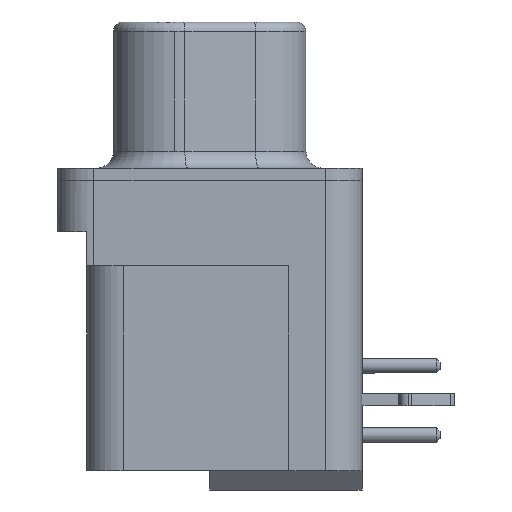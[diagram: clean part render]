
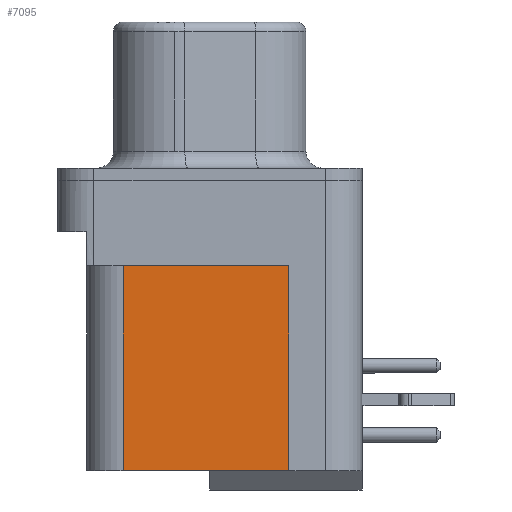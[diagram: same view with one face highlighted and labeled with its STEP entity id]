
A CAD part, left-side view. The second image highlights one B-rep face of the part: STEP entity #7095.
In plain terms, the highlighted planar face has unit normal (-1, 0, 0).
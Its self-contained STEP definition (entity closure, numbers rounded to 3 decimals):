
#79 = EDGE_LOOP ( 'NONE', ( #7180, #6503, #2404, #4362 ) ) ;
#278 = VERTEX_POINT ( 'NONE', #442 ) ;
#442 = CARTESIAN_POINT ( 'NONE',  ( -9.1, -3.25, -3.5 ) ) ;
#895 = LINE ( 'NONE', #896, #897 ) ;
#896 = CARTESIAN_POINT ( 'NONE',  ( -9.1, -6.25, -11.9 ) ) ;
#897 = VECTOR ( 'NONE', #901, 1000. ) ;
#901 = DIRECTION ( 'NONE',  ( 0., -1., 0. ) ) ;
#1030 = CARTESIAN_POINT ( 'NONE',  ( -9.1, 3.55, -11.9 ) ) ;
#1181 = CARTESIAN_POINT ( 'NONE',  ( -9.1, -3.25, -11.9 ) ) ;
#1414 = LINE ( 'NONE', #1415, #1416 ) ;
#1415 = CARTESIAN_POINT ( 'NONE',  ( -9.1, 3.55, -11.9 ) ) ;
#1416 = VECTOR ( 'NONE', #1417, 1000. ) ;
#1417 = DIRECTION ( 'NONE',  ( 0., 0., 1. ) ) ;
#1689 = LINE ( 'NONE', #1690, #1691 ) ;
#1690 = CARTESIAN_POINT ( 'NONE',  ( -9.1, -3.25, -11.9 ) ) ;
#1691 = VECTOR ( 'NONE', #1692, 1000. ) ;
#1692 = DIRECTION ( 'NONE',  ( 0., 0., -1. ) ) ;
#1941 = EDGE_CURVE ( 'NONE', #6337, #7013, #1414, .T. ) ;
#2404 = ORIENTED_EDGE ( 'NONE', *, *, #6307, .T. ) ;
#3832 = CARTESIAN_POINT ( 'NONE',  ( -9.1, 3.55, -3.5 ) ) ;
#4040 = FACE_OUTER_BOUND ( 'NONE', #79, .T. ) ;
#4041 = PLANE ( 'NONE',  #4042 ) ;
#4042 = AXIS2_PLACEMENT_3D ( 'NONE', #4043, #4044, #4045 ) ;
#4043 = CARTESIAN_POINT ( 'NONE',  ( -9.1, -6.25, -11.9 ) ) ;
#4044 = DIRECTION ( 'NONE',  ( -1., 0., 0. ) ) ;
#4045 = DIRECTION ( 'NONE',  ( 0., -1., 0. ) ) ;
#4235 = LINE ( 'NONE', #4236, #4239 ) ;
#4236 = CARTESIAN_POINT ( 'NONE',  ( -9.1, -3.25, -3.5 ) ) ;
#4239 = VECTOR ( 'NONE', #4240, 1000. ) ;
#4240 = DIRECTION ( 'NONE',  ( 0., -1., 0. ) ) ;
#4362 = ORIENTED_EDGE ( 'NONE', *, *, #6474, .F. ) ;
#6307 = EDGE_CURVE ( 'NONE', #6337, #6369, #895, .T. ) ;
#6337 = VERTEX_POINT ( 'NONE', #1030 ) ;
#6369 = VERTEX_POINT ( 'NONE', #1181 ) ;
#6474 = EDGE_CURVE ( 'NONE', #278, #6369, #1689, .T. ) ;
#6503 = ORIENTED_EDGE ( 'NONE', *, *, #1941, .F. ) ;
#7013 = VERTEX_POINT ( 'NONE', #3832 ) ;
#7095 = ADVANCED_FACE ( 'NONE', ( #4040 ), #4041, .T. ) ;
#7156 = EDGE_CURVE ( 'NONE', #7013, #278, #4235, .T. ) ;
#7180 = ORIENTED_EDGE ( 'NONE', *, *, #7156, .F. ) ;
